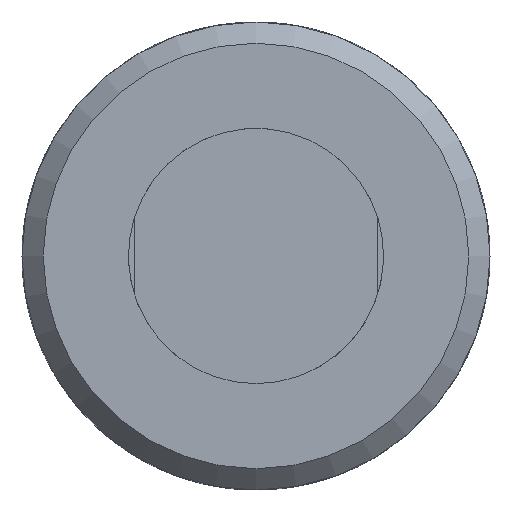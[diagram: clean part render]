
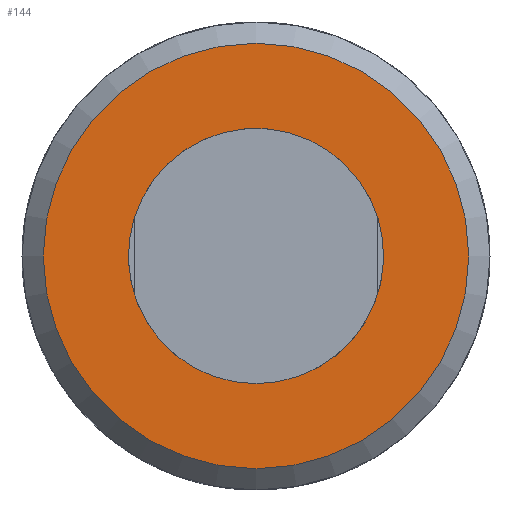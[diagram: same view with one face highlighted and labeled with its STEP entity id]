
A CAD part, left-side view. The second image highlights one B-rep face of the part: STEP entity #144.
In plain terms, the highlighted planar face has unit normal (-1, 0, 0).
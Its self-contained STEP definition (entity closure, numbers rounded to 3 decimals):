
#144 = ADVANCED_FACE( '', ( #285, #286 ), #287, .F. );
#285 = FACE_OUTER_BOUND( '', #439, .T. );
#286 = FACE_BOUND( '', #440, .T. );
#287 = PLANE( '', #441 );
#439 = EDGE_LOOP( '', ( #642 ) );
#440 = EDGE_LOOP( '', ( #643 ) );
#441 = AXIS2_PLACEMENT_3D( '', #644, #645, #646 );
#642 = ORIENTED_EDGE( '', *, *, #880, .F. );
#643 = ORIENTED_EDGE( '', *, *, #820, .T. );
#644 = CARTESIAN_POINT( '', ( 0., 0., 0. ) );
#645 = DIRECTION( '', ( 1., 0., 0. ) );
#646 = DIRECTION( '', ( 0., 0., -1. ) );
#820 = EDGE_CURVE( '', #928, #928, #929, .T. );
#880 = EDGE_CURVE( '', #1025, #1025, #1026, .T. );
#928 = VERTEX_POINT( '', #1085 );
#929 = CIRCLE( '', #1086, 6. );
#1025 = VERTEX_POINT( '', #1530 );
#1026 = CIRCLE( '', #1531, 10. );
#1085 = CARTESIAN_POINT( '', ( 0., 0., -6. ) );
#1086 = AXIS2_PLACEMENT_3D( '', #1638, #1639, #1640 );
#1530 = CARTESIAN_POINT( '', ( 0., 0., -10. ) );
#1531 = AXIS2_PLACEMENT_3D( '', #1707, #1708, #1709 );
#1638 = CARTESIAN_POINT( '', ( 0., 0., 0. ) );
#1639 = DIRECTION( '', ( 1., 0., 0. ) );
#1640 = DIRECTION( '', ( 0., 0., -1. ) );
#1707 = CARTESIAN_POINT( '', ( 0., 0., 0. ) );
#1708 = DIRECTION( '', ( 1., 0., 0. ) );
#1709 = DIRECTION( '', ( 0., 0., -1. ) );
